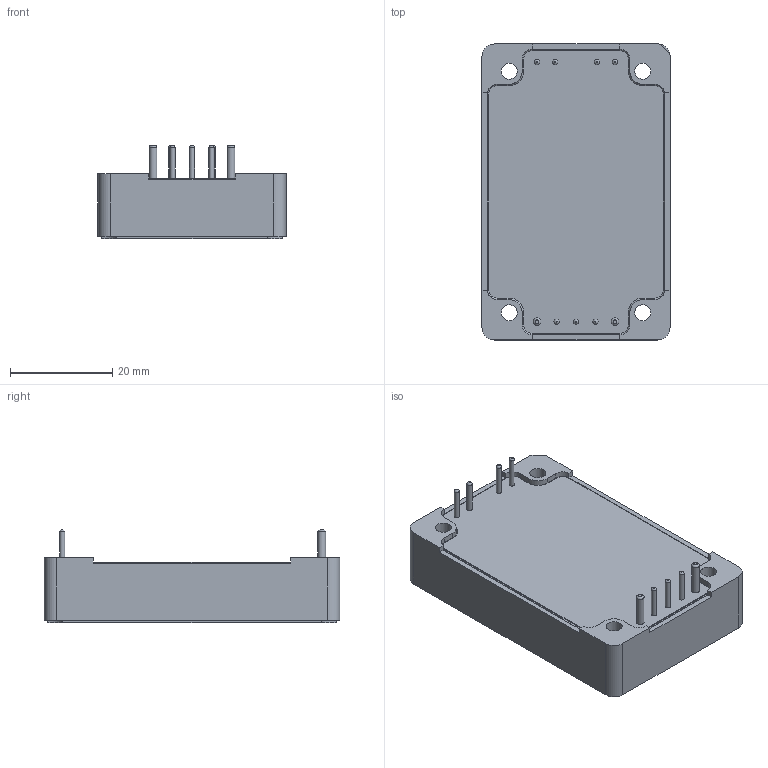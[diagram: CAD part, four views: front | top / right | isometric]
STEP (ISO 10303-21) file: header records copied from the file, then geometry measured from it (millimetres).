
FILE_DESCRIPTION(/* description */ ('Alibre Inc.'),/* implementation_level */ '2;1');
FILE_NAME(/* name */ 'export0',/* time_stamp */ '2016-04-28T16:44:42+02:00',/* author */ (''),/* organization */ (''),/* preprocessor_version */ 'ST-DEVELOPER v14',/* originating_system */ 'Alibre',/* authorisation */ '');
FILE_SCHEMA (('AUTOMOTIVE_DESIGN'));
Length unit declared in the file: centimetre
Bounding box: 36.8 x 57.91 x 18.2 mm (x, y, z)
Volume: 6675.4 mm3; surface area: 16565.1 mm2
Topology: 1 solids, 11 shells, 549 faces, 1396 edges, 921 vertices
Faces by surface type: plane 362, cylinder 135, torus 39, bspline 13
Full cylindrical faces by diameter (mm): 0.582 x1, 0.59 x1, 1 x28, 1.5 x8, 2.3 x9, 3.12 x4, 3.8 x4, 4 x4
Entity records: 15842 total; most frequent: CARTESIAN_POINT 3394, ORIENTED_EDGE 2576, DIRECTION 2143, EDGE_CURVE 1288, VECTOR 931, LINE 931, VERTEX_POINT 899, AXIS2_PLACEMENT_3D 796
